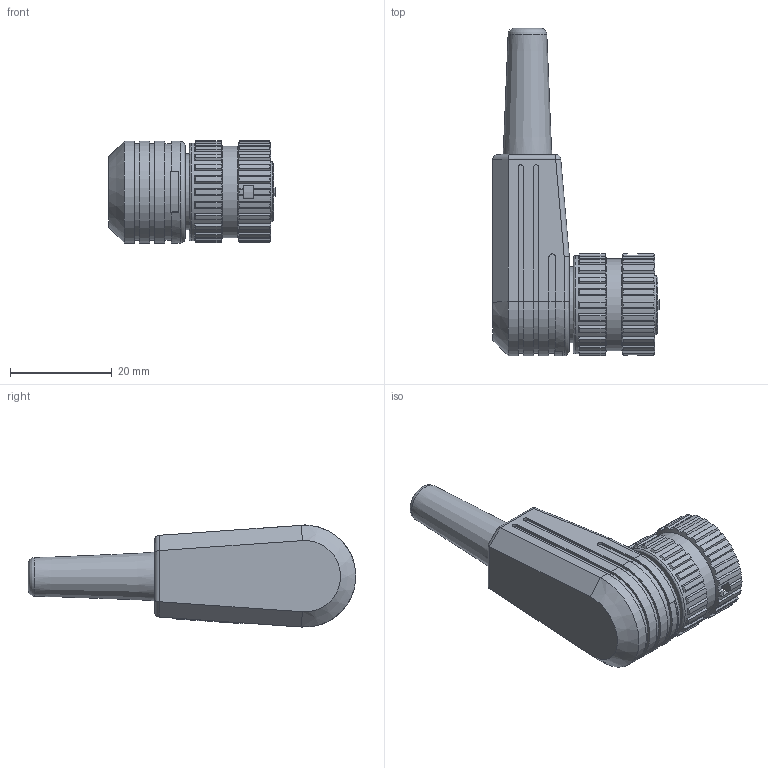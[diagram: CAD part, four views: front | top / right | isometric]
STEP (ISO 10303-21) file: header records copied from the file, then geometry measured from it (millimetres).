
FILE_DESCRIPTION(/* description */ (''),/* implementation_level */ '2;1');
FILE_NAME(/* name */ 't 3375 005 unxc001-01.stp',/* time_stamp */ '2019-07-08T16:35:48+02:00',/* author */ (''),/* organization */ (''),/* preprocessor_version */ 'ST-DEVELOPER v16.7',/* originating_system */ 'SIEMENS PLM Software NX 12.0',/* authorisation */ '');
FILE_SCHEMA (('AUTOMOTIVE_DESIGN { 1 0 10303 214 3 1 1 1 }'));
Length unit declared in the file: millimetre
Products named in the file (1): t 3375 005 unxc001-01
Bounding box: 32.65 x 64.29 x 20.02 mm (x, y, z)
Volume: 14796.4 mm3; surface area: 6105.7 mm2
Topology: 1 solids, 3 shells, 508 faces, 1383 edges, 897 vertices
Faces by surface type: plane 297, cylinder 132, cone 62, bspline 9, extrusion 8
Full cylindrical faces by diameter (mm): 3 x1, 5 x1, 14.1 x1, 14.9 x1, 15 x1, 17.1 x1, 18 x1, 19.2 x1
Entity records: 18347 total; most frequent: CARTESIAN_POINT 3593, ORIENTED_EDGE 2706, DIRECTION 2474, EDGE_CURVE 1353, VERTEX_POINT 889, AXIS2_PLACEMENT_3D 882, VECTOR 710, LINE 702
